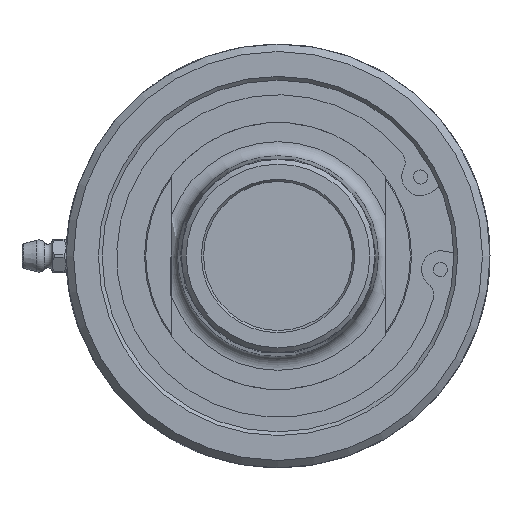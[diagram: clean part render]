
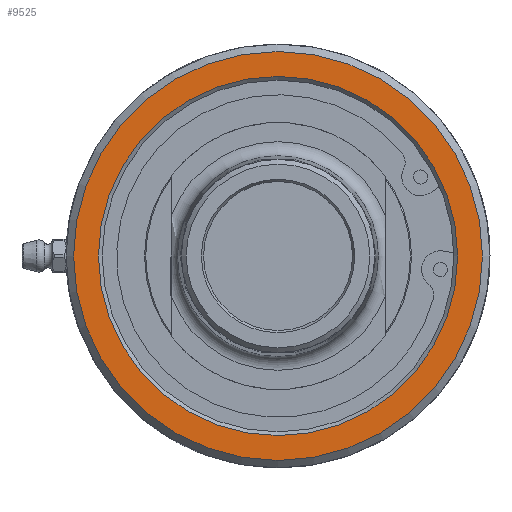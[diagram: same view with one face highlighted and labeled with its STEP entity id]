
A CAD part, left-side view. The second image highlights one B-rep face of the part: STEP entity #9525.
In plain terms, the highlighted planar face has unit normal (-1, 0, 0).
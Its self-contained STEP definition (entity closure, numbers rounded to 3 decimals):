
#444=PLANE('',#10245);
#545=FACE_BOUND('',#2104,.T.);
#1522=FACE_OUTER_BOUND('',#2103,.T.);
#2103=EDGE_LOOP('',(#8390));
#2104=EDGE_LOOP('',(#8391));
#2544=CIRCLE('',#10242,38.34);
#2546=CIRCLE('',#10246,43.65);
#4371=VERTEX_POINT('',#27266);
#4372=VERTEX_POINT('',#27273);
#5731=EDGE_CURVE('',#4371,#4371,#2544,.T.);
#5734=EDGE_CURVE('',#4372,#4372,#2546,.T.);
#8390=ORIENTED_EDGE('',*,*,#5734,.F.);
#8391=ORIENTED_EDGE('',*,*,#5731,.F.);
#9525=ADVANCED_FACE('',(#1522,#545),#444,.T.);
#10242=AXIS2_PLACEMENT_3D('',#27268,#12028,#12029);
#10245=AXIS2_PLACEMENT_3D('',#27272,#12035,#12036);
#10246=AXIS2_PLACEMENT_3D('',#27274,#12037,#12038);
#12028=DIRECTION('center_axis',(-1.,0.,0.));
#12029=DIRECTION('ref_axis',(0.,-1.,0.));
#12035=DIRECTION('center_axis',(-1.,0.,0.));
#12036=DIRECTION('ref_axis',(0.,0.,1.));
#12037=DIRECTION('center_axis',(1.,0.,0.));
#12038=DIRECTION('ref_axis',(0.,-1.,0.));
#27266=CARTESIAN_POINT('',(1.9,38.34,0.));
#27268=CARTESIAN_POINT('Origin',(1.9,0.,0.));
#27272=CARTESIAN_POINT('Origin',(1.9,22.625,0.));
#27273=CARTESIAN_POINT('',(1.9,43.65,0.));
#27274=CARTESIAN_POINT('Origin',(1.9,0.,0.));
